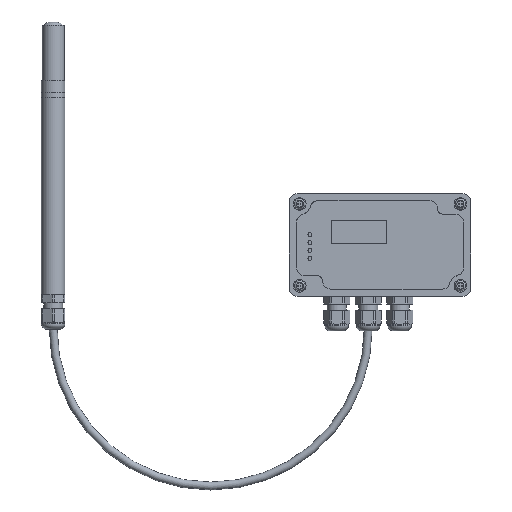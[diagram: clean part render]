
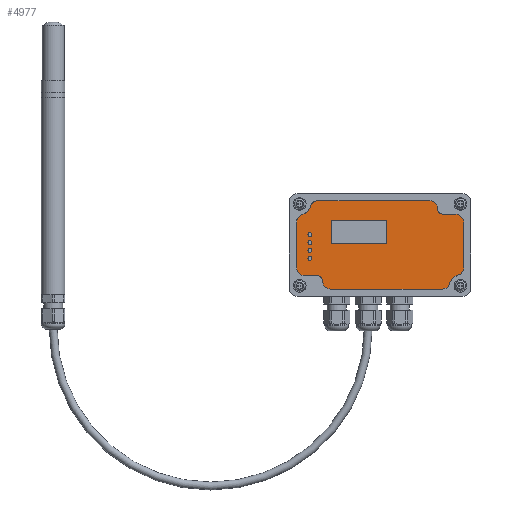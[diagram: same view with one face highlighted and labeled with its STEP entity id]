
A CAD part, top view. The second image highlights one B-rep face of the part: STEP entity #4977.
In plain terms, the highlighted planar face has unit normal (0, 0, 1).
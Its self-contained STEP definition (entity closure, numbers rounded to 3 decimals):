
#261=FACE_BOUND('',#1293,.T.);
#262=FACE_BOUND('',#1294,.T.);
#263=FACE_BOUND('',#1295,.T.);
#264=FACE_BOUND('',#1296,.T.);
#265=FACE_BOUND('',#1297,.T.);
#630=CIRCLE('',#5530,7.245);
#632=CIRCLE('',#5533,5.);
#635=CIRCLE('',#5537,5.);
#636=CIRCLE('',#5539,3.449);
#638=CIRCLE('',#5542,3.525);
#640=CIRCLE('',#5545,6.948);
#642=CIRCLE('',#5548,5.);
#645=CIRCLE('',#5552,5.);
#646=CIRCLE('',#5554,5.);
#648=CIRCLE('',#5557,5.);
#650=CIRCLE('',#5560,5.);
#652=CIRCLE('',#5563,5.);
#654=CIRCLE('',#5574,1.25);
#656=CIRCLE('',#5577,1.25);
#658=CIRCLE('',#5580,1.25);
#660=CIRCLE('',#5583,1.25);
#950=FACE_OUTER_BOUND('',#1292,.T.);
#1292=EDGE_LOOP('',(#4518,#4519,#4520,#4521,#4522,#4523,#4524,#4525,#4526,
#4527,#4528,#4529,#4530,#4531,#4532,#4533,#4534,#4535,#4536,#4537));
#1293=EDGE_LOOP('',(#4538));
#1294=EDGE_LOOP('',(#4539));
#1295=EDGE_LOOP('',(#4540));
#1296=EDGE_LOOP('',(#4541));
#1297=EDGE_LOOP('',(#4542,#4543,#4544,#4545));
#1626=LINE('',#13329,#1979);
#1627=LINE('',#13331,#1980);
#1629=LINE('',#13334,#1982);
#1631=LINE('',#13337,#1984);
#1634=LINE('',#13341,#1987);
#1635=LINE('',#13343,#1988);
#1637=LINE('',#13346,#1990);
#1639=LINE('',#13349,#1992);
#1647=LINE('',#13382,#2000);
#1650=LINE('',#13388,#2003);
#1653=LINE('',#13394,#2006);
#1656=LINE('',#13398,#2009);
#1979=VECTOR('',#6965,10.);
#1980=VECTOR('',#6968,10.);
#1982=VECTOR('',#6972,10.);
#1984=VECTOR('',#6976,10.);
#1987=VECTOR('',#6981,10.);
#1988=VECTOR('',#6984,10.);
#1990=VECTOR('',#6988,10.);
#1992=VECTOR('',#6992,10.);
#2000=VECTOR('',#7026,10.);
#2003=VECTOR('',#7031,10.);
#2006=VECTOR('',#7036,10.);
#2009=VECTOR('',#7041,10.);
#2415=VERTEX_POINT('',#13232);
#2416=VERTEX_POINT('',#13233);
#2419=VERTEX_POINT('',#13241);
#2422=VERTEX_POINT('',#13249);
#2423=VERTEX_POINT('',#13253);
#2424=VERTEX_POINT('',#13254);
#2427=VERTEX_POINT('',#13262);
#2428=VERTEX_POINT('',#13263);
#2431=VERTEX_POINT('',#13271);
#2432=VERTEX_POINT('',#13272);
#2435=VERTEX_POINT('',#13280);
#2438=VERTEX_POINT('',#13288);
#2439=VERTEX_POINT('',#13292);
#2440=VERTEX_POINT('',#13293);
#2443=VERTEX_POINT('',#13301);
#2444=VERTEX_POINT('',#13302);
#2447=VERTEX_POINT('',#13310);
#2448=VERTEX_POINT('',#13311);
#2451=VERTEX_POINT('',#13319);
#2452=VERTEX_POINT('',#13320);
#2455=VERTEX_POINT('',#13352);
#2457=VERTEX_POINT('',#13358);
#2459=VERTEX_POINT('',#13364);
#2461=VERTEX_POINT('',#13370);
#2465=VERTEX_POINT('',#13379);
#2466=VERTEX_POINT('',#13381);
#2468=VERTEX_POINT('',#13387);
#2470=VERTEX_POINT('',#13393);
#3088=EDGE_CURVE('',#2415,#2416,#630,.T.);
#3092=EDGE_CURVE('',#2419,#2416,#632,.T.);
#3097=EDGE_CURVE('',#2415,#2422,#635,.T.);
#3098=EDGE_CURVE('',#2423,#2424,#636,.T.);
#3102=EDGE_CURVE('',#2427,#2428,#638,.T.);
#3106=EDGE_CURVE('',#2431,#2432,#640,.T.);
#3110=EDGE_CURVE('',#2435,#2432,#642,.T.);
#3115=EDGE_CURVE('',#2431,#2438,#645,.T.);
#3116=EDGE_CURVE('',#2439,#2440,#646,.T.);
#3120=EDGE_CURVE('',#2443,#2444,#648,.T.);
#3124=EDGE_CURVE('',#2447,#2448,#650,.T.);
#3128=EDGE_CURVE('',#2451,#2452,#652,.T.);
#3133=EDGE_CURVE('',#2447,#2423,#1626,.T.);
#3134=EDGE_CURVE('',#2424,#2452,#1627,.T.);
#3136=EDGE_CURVE('',#2451,#2438,#1629,.T.);
#3138=EDGE_CURVE('',#2435,#2440,#1631,.T.);
#3141=EDGE_CURVE('',#2439,#2427,#1634,.T.);
#3142=EDGE_CURVE('',#2428,#2444,#1635,.T.);
#3144=EDGE_CURVE('',#2443,#2422,#1637,.T.);
#3146=EDGE_CURVE('',#2419,#2448,#1639,.T.);
#3148=EDGE_CURVE('',#2455,#2455,#654,.T.);
#3151=EDGE_CURVE('',#2457,#2457,#656,.T.);
#3154=EDGE_CURVE('',#2459,#2459,#658,.T.);
#3157=EDGE_CURVE('',#2461,#2461,#660,.T.);
#3162=EDGE_CURVE('',#2466,#2465,#1647,.T.);
#3165=EDGE_CURVE('',#2468,#2466,#1650,.T.);
#3168=EDGE_CURVE('',#2470,#2468,#1653,.T.);
#3171=EDGE_CURVE('',#2465,#2470,#1656,.T.);
#4518=ORIENTED_EDGE('',*,*,#3097,.T.);
#4519=ORIENTED_EDGE('',*,*,#3144,.F.);
#4520=ORIENTED_EDGE('',*,*,#3120,.T.);
#4521=ORIENTED_EDGE('',*,*,#3142,.F.);
#4522=ORIENTED_EDGE('',*,*,#3102,.F.);
#4523=ORIENTED_EDGE('',*,*,#3141,.F.);
#4524=ORIENTED_EDGE('',*,*,#3116,.T.);
#4525=ORIENTED_EDGE('',*,*,#3138,.F.);
#4526=ORIENTED_EDGE('',*,*,#3110,.T.);
#4527=ORIENTED_EDGE('',*,*,#3106,.F.);
#4528=ORIENTED_EDGE('',*,*,#3115,.T.);
#4529=ORIENTED_EDGE('',*,*,#3136,.F.);
#4530=ORIENTED_EDGE('',*,*,#3128,.T.);
#4531=ORIENTED_EDGE('',*,*,#3134,.F.);
#4532=ORIENTED_EDGE('',*,*,#3098,.F.);
#4533=ORIENTED_EDGE('',*,*,#3133,.F.);
#4534=ORIENTED_EDGE('',*,*,#3124,.T.);
#4535=ORIENTED_EDGE('',*,*,#3146,.F.);
#4536=ORIENTED_EDGE('',*,*,#3092,.T.);
#4537=ORIENTED_EDGE('',*,*,#3088,.F.);
#4538=ORIENTED_EDGE('',*,*,#3148,.T.);
#4539=ORIENTED_EDGE('',*,*,#3151,.T.);
#4540=ORIENTED_EDGE('',*,*,#3154,.T.);
#4541=ORIENTED_EDGE('',*,*,#3157,.T.);
#4542=ORIENTED_EDGE('',*,*,#3168,.T.);
#4543=ORIENTED_EDGE('',*,*,#3165,.T.);
#4544=ORIENTED_EDGE('',*,*,#3162,.T.);
#4545=ORIENTED_EDGE('',*,*,#3171,.T.);
#4694=PLANE('',#5589);
#4977=ADVANCED_FACE('',(#950,#261,#262,#263,#264,#265),#4694,.T.);
#5530=AXIS2_PLACEMENT_3D('',#13234,#6872,#6873);
#5533=AXIS2_PLACEMENT_3D('',#13242,#6880,#6881);
#5537=AXIS2_PLACEMENT_3D('',#13251,#6890,#6891);
#5539=AXIS2_PLACEMENT_3D('',#13255,#6894,#6895);
#5542=AXIS2_PLACEMENT_3D('',#13264,#6902,#6903);
#5545=AXIS2_PLACEMENT_3D('',#13273,#6910,#6911);
#5548=AXIS2_PLACEMENT_3D('',#13281,#6918,#6919);
#5552=AXIS2_PLACEMENT_3D('',#13290,#6928,#6929);
#5554=AXIS2_PLACEMENT_3D('',#13294,#6932,#6933);
#5557=AXIS2_PLACEMENT_3D('',#13303,#6940,#6941);
#5560=AXIS2_PLACEMENT_3D('',#13312,#6948,#6949);
#5563=AXIS2_PLACEMENT_3D('',#13321,#6956,#6957);
#5574=AXIS2_PLACEMENT_3D('',#13353,#6996,#6997);
#5577=AXIS2_PLACEMENT_3D('',#13359,#7003,#7004);
#5580=AXIS2_PLACEMENT_3D('',#13365,#7010,#7011);
#5583=AXIS2_PLACEMENT_3D('',#13371,#7017,#7018);
#5589=AXIS2_PLACEMENT_3D('',#13399,#7042,#7043);
#6872=DIRECTION('center_axis',(0.,0.,1.));
#6873=DIRECTION('ref_axis',(-0.268,0.963,0.));
#6880=DIRECTION('center_axis',(0.,0.,1.));
#6881=DIRECTION('ref_axis',(0.,-1.,0.));
#6890=DIRECTION('center_axis',(0.,0.,1.));
#6891=DIRECTION('ref_axis',(0.,-1.,0.));
#6894=DIRECTION('center_axis',(0.,0.,1.));
#6895=DIRECTION('ref_axis',(1.,0.011,0.));
#6902=DIRECTION('center_axis',(0.,0.,1.));
#6903=DIRECTION('ref_axis',(-0.999,0.032,0.));
#6910=DIRECTION('center_axis',(0.,0.,1.));
#6911=DIRECTION('ref_axis',(0.231,-0.973,0.));
#6918=DIRECTION('center_axis',(0.,0.,1.));
#6919=DIRECTION('ref_axis',(0.,1.,0.));
#6928=DIRECTION('center_axis',(0.,0.,1.));
#6929=DIRECTION('ref_axis',(0.,1.,0.));
#6932=DIRECTION('center_axis',(0.,0.,1.));
#6933=DIRECTION('ref_axis',(1.,0.,0.));
#6940=DIRECTION('center_axis',(0.,0.,1.));
#6941=DIRECTION('ref_axis',(1.,0.,0.));
#6948=DIRECTION('center_axis',(0.,0.,1.));
#6949=DIRECTION('ref_axis',(-1.,0.,0.));
#6956=DIRECTION('center_axis',(0.,0.,1.));
#6957=DIRECTION('ref_axis',(-1.,0.,0.));
#6965=DIRECTION('',(0.,1.,0.));
#6968=DIRECTION('',(-1.,0.,0.));
#6972=DIRECTION('',(0.,1.,0.));
#6976=DIRECTION('',(1.,0.,0.));
#6981=DIRECTION('',(0.,-1.,0.));
#6984=DIRECTION('',(1.,0.,0.));
#6988=DIRECTION('',(0.,-1.,0.));
#6992=DIRECTION('',(-1.,0.,0.));
#6996=DIRECTION('center_axis',(0.,0.,-1.));
#6997=DIRECTION('ref_axis',(-1.,0.,0.));
#7003=DIRECTION('center_axis',(0.,0.,-1.));
#7004=DIRECTION('ref_axis',(-1.,0.,0.));
#7010=DIRECTION('center_axis',(0.,0.,-1.));
#7011=DIRECTION('ref_axis',(-1.,0.,0.));
#7017=DIRECTION('center_axis',(0.,0.,-1.));
#7018=DIRECTION('ref_axis',(-1.,0.,0.));
#7026=DIRECTION('',(0.,1.,0.));
#7031=DIRECTION('',(-1.,0.,0.));
#7036=DIRECTION('',(0.,-1.,0.));
#7041=DIRECTION('',(1.,0.,0.));
#7042=DIRECTION('center_axis',(0.,0.,1.));
#7043=DIRECTION('ref_axis',(-1.,0.,0.));
#13232=CARTESIAN_POINT('',(106.841,13.183,40.));
#13233=CARTESIAN_POINT('',(101.873,8.382,40.));
#13234=CARTESIAN_POINT('Origin',(108.783,6.203,40.));
#13241=CARTESIAN_POINT('',(97.,4.5,40.));
#13242=CARTESIAN_POINT('Origin',(97.,9.5,40.));
#13249=CARTESIAN_POINT('',(110.5,18.,40.));
#13251=CARTESIAN_POINT('Origin',(105.5,18.,40.));
#13253=CARTESIAN_POINT('',(21.,9.6,40.));
#13254=CARTESIAN_POINT('',(17.817,13.,40.));
#13255=CARTESIAN_POINT('Origin',(17.551,9.561,40.));
#13262=CARTESIAN_POINT('',(94.,55.341,40.));
#13263=CARTESIAN_POINT('',(96.934,52.,40.));
#13264=CARTESIAN_POINT('Origin',(97.522,55.475,40.));
#13271=CARTESIAN_POINT('',(8.391,51.876,40.));
#13272=CARTESIAN_POINT('',(13.097,56.478,40.));
#13273=CARTESIAN_POINT('Origin',(6.465,58.551,40.));
#13280=CARTESIAN_POINT('',(18.,60.5,40.));
#13281=CARTESIAN_POINT('Origin',(18.,55.5,40.));
#13288=CARTESIAN_POINT('',(4.5,47.,40.));
#13290=CARTESIAN_POINT('Origin',(9.5,47.,40.));
#13292=CARTESIAN_POINT('',(94.,55.5,40.));
#13293=CARTESIAN_POINT('',(89.,60.5,40.));
#13294=CARTESIAN_POINT('Origin',(89.,55.5,40.));
#13301=CARTESIAN_POINT('',(110.5,47.,40.));
#13302=CARTESIAN_POINT('',(105.5,52.,40.));
#13303=CARTESIAN_POINT('Origin',(105.5,47.,40.));
#13310=CARTESIAN_POINT('',(21.,9.5,40.));
#13311=CARTESIAN_POINT('',(26.,4.5,40.));
#13312=CARTESIAN_POINT('Origin',(26.,9.5,40.));
#13319=CARTESIAN_POINT('',(4.5,18.,40.));
#13320=CARTESIAN_POINT('',(9.5,13.,40.));
#13321=CARTESIAN_POINT('Origin',(9.5,18.,40.));
#13329=CARTESIAN_POINT('',(21.,9.5,40.));
#13331=CARTESIAN_POINT('',(19.,13.,40.));
#13334=CARTESIAN_POINT('',(4.5,18.,40.));
#13337=CARTESIAN_POINT('',(18.,60.5,40.));
#13341=CARTESIAN_POINT('',(94.,55.5,40.));
#13343=CARTESIAN_POINT('',(96.,52.,40.));
#13346=CARTESIAN_POINT('',(110.5,47.,40.));
#13349=CARTESIAN_POINT('',(97.,4.5,40.));
#13352=CARTESIAN_POINT('',(14.25,29.,40.));
#13353=CARTESIAN_POINT('Origin',(13.,29.,40.));
#13358=CARTESIAN_POINT('',(14.25,34.,40.));
#13359=CARTESIAN_POINT('Origin',(13.,34.,40.));
#13364=CARTESIAN_POINT('',(14.25,24.,40.));
#13365=CARTESIAN_POINT('Origin',(13.,24.,40.));
#13370=CARTESIAN_POINT('',(14.25,39.,40.));
#13371=CARTESIAN_POINT('Origin',(13.,39.,40.));
#13379=CARTESIAN_POINT('',(26.5,48.121,40.));
#13381=CARTESIAN_POINT('',(26.5,33.121,40.));
#13382=CARTESIAN_POINT('',(26.5,32.81,40.));
#13387=CARTESIAN_POINT('',(61.5,33.121,40.));
#13388=CARTESIAN_POINT('',(59.5,33.121,40.));
#13393=CARTESIAN_POINT('',(61.5,48.121,40.));
#13394=CARTESIAN_POINT('',(61.5,40.31,40.));
#13398=CARTESIAN_POINT('',(42.,48.121,40.));
#13399=CARTESIAN_POINT('Origin',(57.5,32.5,40.));
